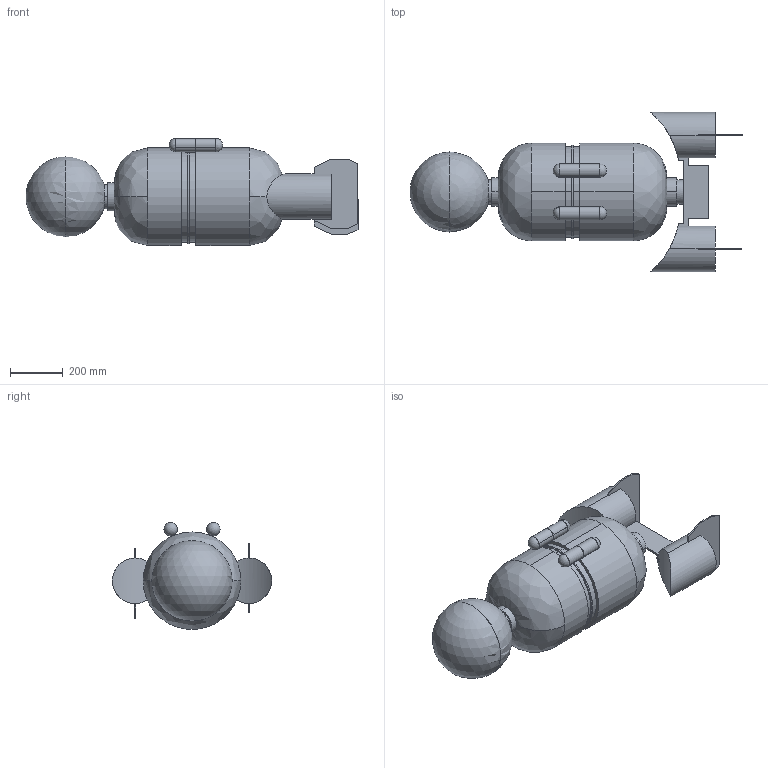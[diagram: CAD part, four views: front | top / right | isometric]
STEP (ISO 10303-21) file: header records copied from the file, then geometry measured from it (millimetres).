
FILE_DESCRIPTION((''),'2;1');
FILE_NAME('s1.stp','2000-06-07T10:27:42',(''),(''),'AutoCAD STEP 2000i','AutoCAD 2000i',', , ');
FILE_SCHEMA(('AUTOMOTIVE_DESIGN { 1 2 10303 214 0 1 1 1 }'));
Length unit declared in the file: inch
Products named in the file (13): S1; MAINBODY; MAIN_BODY_BACK; MAIN_BODY_FRONT; FOOT; FOOT_FRONT; FOOT_BACK; HEAD; HEAD_FRONT; HEAD_BACK; TAIL; TAIL_MIDDLE; TAIL_TURBINE
Assembly tree (14 placements, depth 3):
  S1
    MAINBODY
      MAIN_BODY_BACK
      MAIN_BODY_FRONT
    FOOT  x2
      FOOT_FRONT
      FOOT_BACK
    HEAD
      HEAD_FRONT
      HEAD_BACK
    TAIL
      TAIL_MIDDLE
      TAIL_TURBINE  x2
Bounding box: 1261.27 x 604.52 x 406.74 mm (x, y, z)
Volume: 71526294.2 mm3; surface area: 2277221.9 mm2
Topology: 11 solids, 11 shells, 138 faces, 358 edges, 230 vertices
Faces by surface type: plane 76, cylinder 46, sphere 12, bspline 4
Entity records: 3789 total; most frequent: CARTESIAN_POINT 759, DIRECTION 547, ORIENTED_EDGE 444, EDGE_CURVE 222, AXIS2_PLACEMENT_3D 211, VERTEX_POINT 148, VECTOR 125, LINE 125
